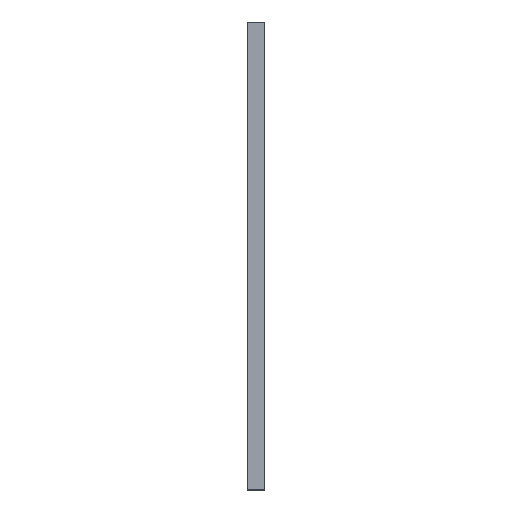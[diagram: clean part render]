
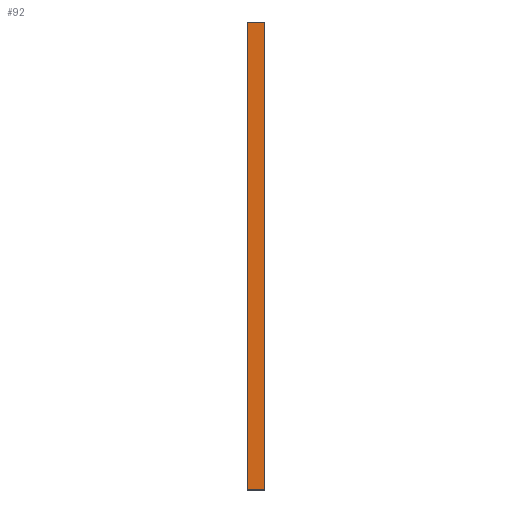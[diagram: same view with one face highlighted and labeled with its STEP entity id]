
A CAD part, left-side view. The second image highlights one B-rep face of the part: STEP entity #92.
In plain terms, the highlighted planar face has unit normal (-1, 0, 0).
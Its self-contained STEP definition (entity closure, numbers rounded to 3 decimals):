
#92 = ADVANCED_FACE ( 'NONE', ( #498 ), #886, .F. ) ;
#148 = DIRECTION ( 'NONE',  ( 0., -1., 0. ) ) ;
#158 = DIRECTION ( 'NONE',  ( 0., 0., 1. ) ) ;
#240 = VERTEX_POINT ( 'NONE', #837 ) ;
#316 = LINE ( 'NONE', #1112, #827 ) ;
#374 = LINE ( 'NONE', #751, #460 ) ;
#408 = DIRECTION ( 'NONE',  ( 0., 0., -1. ) ) ;
#415 = ORIENTED_EDGE ( 'NONE', *, *, #1097, .T. ) ;
#460 = VECTOR ( 'NONE', #1086, 1000. ) ;
#466 = CARTESIAN_POINT ( 'NONE',  ( -146., -4., 109. ) ) ;
#498 = FACE_OUTER_BOUND ( 'NONE', #907, .T. ) ;
#610 = EDGE_CURVE ( 'NONE', #612, #1170, #374, .T. ) ;
#612 = VERTEX_POINT ( 'NONE', #980 ) ;
#615 = VECTOR ( 'NONE', #148, 1000. ) ;
#665 = VECTOR ( 'NONE', #746, 1000. ) ;
#710 = CARTESIAN_POINT ( 'NONE',  ( -146., 4., 109. ) ) ;
#743 = EDGE_CURVE ( 'NONE', #1170, #970, #898, .T. ) ;
#746 = DIRECTION ( 'NONE',  ( 0., -1., 0. ) ) ;
#751 = CARTESIAN_POINT ( 'NONE',  ( -146., 4., -109. ) ) ;
#765 = CARTESIAN_POINT ( 'NONE',  ( -146., 4., -109. ) ) ;
#785 = EDGE_CURVE ( 'NONE', #240, #970, #316, .T. ) ;
#809 = CARTESIAN_POINT ( 'NONE',  ( -146., 4., -109. ) ) ;
#827 = VECTOR ( 'NONE', #158, 1000. ) ;
#837 = CARTESIAN_POINT ( 'NONE',  ( -146., -4., -109. ) ) ;
#886 = PLANE ( 'NONE',  #1105 ) ;
#894 = DIRECTION ( 'NONE',  ( 1., 0., 0. ) ) ;
#898 = LINE ( 'NONE', #710, #615 ) ;
#907 = EDGE_LOOP ( 'NONE', ( #1081, #1110, #986, #415 ) ) ;
#970 = VERTEX_POINT ( 'NONE', #466 ) ;
#980 = CARTESIAN_POINT ( 'NONE',  ( -146., 4., -109. ) ) ;
#986 = ORIENTED_EDGE ( 'NONE', *, *, #610, .F. ) ;
#1062 = LINE ( 'NONE', #765, #665 ) ;
#1078 = CARTESIAN_POINT ( 'NONE',  ( -146., 4., 109. ) ) ;
#1081 = ORIENTED_EDGE ( 'NONE', *, *, #785, .T. ) ;
#1086 = DIRECTION ( 'NONE',  ( 0., 0., 1. ) ) ;
#1097 = EDGE_CURVE ( 'NONE', #612, #240, #1062, .T. ) ;
#1105 = AXIS2_PLACEMENT_3D ( 'NONE', #809, #894, #408 ) ;
#1110 = ORIENTED_EDGE ( 'NONE', *, *, #743, .F. ) ;
#1112 = CARTESIAN_POINT ( 'NONE',  ( -146., -4., -109. ) ) ;
#1170 = VERTEX_POINT ( 'NONE', #1078 ) ;
